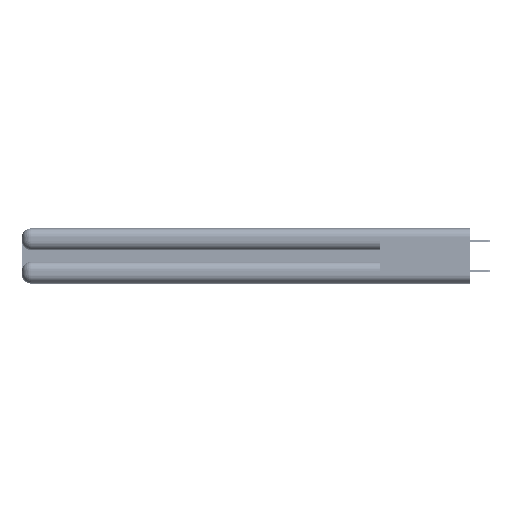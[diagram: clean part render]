
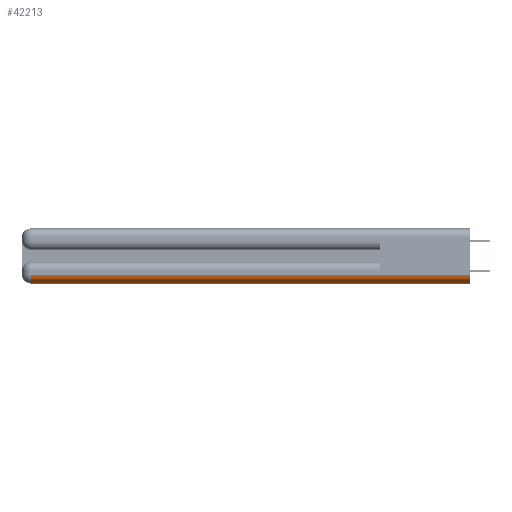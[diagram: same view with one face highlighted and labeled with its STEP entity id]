
A CAD part, left-side view. The second image highlights one B-rep face of the part: STEP entity #42213.
In plain terms, the highlighted cylindrical face has radius 1.524 mm (diameter 3.048 mm), a partial arc.
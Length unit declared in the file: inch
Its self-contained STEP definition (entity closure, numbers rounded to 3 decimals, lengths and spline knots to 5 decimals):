
#1619 = ORIENTED_EDGE ( 'NONE', *, *, #36889, .F. ) ;
#3514 = VERTEX_POINT ( 'NONE', #49477 ) ;
#4688 = CARTESIAN_POINT ( 'NONE',  ( 0.06, 0., 0.06 ) ) ;
#7887 = LINE ( 'NONE', #24122, #12372 ) ;
#7979 = EDGE_CURVE ( 'NONE', #3514, #9358, #7887, .T. ) ;
#8798 = CIRCLE ( 'NONE', #15556, 0.06 ) ;
#9358 = VERTEX_POINT ( 'NONE', #42093 ) ;
#9667 = ORIENTED_EDGE ( 'NONE', *, *, #41924, .F. ) ;
#10584 = DIRECTION ( 'NONE',  ( 0., -1., 0. ) ) ;
#12372 = VECTOR ( 'NONE', #48869, 39.37008 ) ;
#13922 = VERTEX_POINT ( 'NONE', #15130 ) ;
#14259 = CIRCLE ( 'NONE', #44045, 0.06 ) ;
#14281 = ORIENTED_EDGE ( 'NONE', *, *, #7979, .F. ) ;
#15130 = CARTESIAN_POINT ( 'NONE',  ( 0., 0., 0.06 ) ) ;
#15556 = AXIS2_PLACEMENT_3D ( 'NONE', #17743, #34018, #50485 ) ;
#17743 = CARTESIAN_POINT ( 'NONE',  ( 0.06, 2.94, 0.06 ) ) ;
#17961 = CYLINDRICAL_SURFACE ( 'NONE', #36272, 0.06 ) ;
#19258 = EDGE_LOOP ( 'NONE', ( #24560, #9667, #1619, #14281 ) ) ;
#24122 = CARTESIAN_POINT ( 'NONE',  ( 0.06, 3., 0. ) ) ;
#24292 = VERTEX_POINT ( 'NONE', #41476 ) ;
#24560 = ORIENTED_EDGE ( 'NONE', *, *, #27947, .F. ) ;
#27947 = EDGE_CURVE ( 'NONE', #13922, #3514, #14259, .T. ) ;
#33541 = DIRECTION ( 'NONE',  ( 0., 0., 1. ) ) ;
#34018 = DIRECTION ( 'NONE',  ( 0., 1., 0. ) ) ;
#36272 = AXIS2_PLACEMENT_3D ( 'NONE', #4688, #46230, #41445 ) ;
#36889 = EDGE_CURVE ( 'NONE', #9358, #24292, #8798, .T. ) ;
#37306 = DIRECTION ( 'NONE',  ( 0., -1., 0. ) ) ;
#39107 = LINE ( 'NONE', #46808, #51504 ) ;
#41445 = DIRECTION ( 'NONE',  ( 0., 0., 1. ) ) ;
#41476 = CARTESIAN_POINT ( 'NONE',  ( 0., 2.94, 0.06 ) ) ;
#41924 = EDGE_CURVE ( 'NONE', #24292, #13922, #39107, .T. ) ;
#42093 = CARTESIAN_POINT ( 'NONE',  ( 0.06, 2.94, 0. ) ) ;
#42213 = ADVANCED_FACE ( 'NONE', ( #45704 ), #17961, .T. ) ;
#44045 = AXIS2_PLACEMENT_3D ( 'NONE', #48730, #37306, #33541 ) ;
#45704 = FACE_OUTER_BOUND ( 'NONE', #19258, .T. ) ;
#46230 = DIRECTION ( 'NONE',  ( 0., 1., 0. ) ) ;
#46808 = CARTESIAN_POINT ( 'NONE',  ( 0., 0., 0.06 ) ) ;
#48730 = CARTESIAN_POINT ( 'NONE',  ( 0.06, 0., 0.06 ) ) ;
#48869 = DIRECTION ( 'NONE',  ( 0., 1., 0. ) ) ;
#49477 = CARTESIAN_POINT ( 'NONE',  ( 0.06, 0., 0. ) ) ;
#50485 = DIRECTION ( 'NONE',  ( 0., 0., 1. ) ) ;
#51504 = VECTOR ( 'NONE', #10584, 39.37008 ) ;
